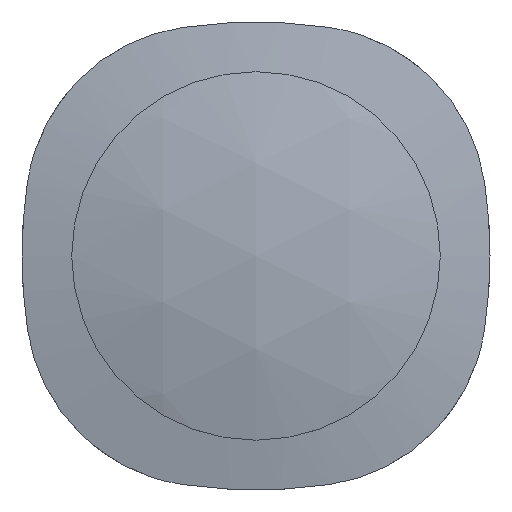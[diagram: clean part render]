
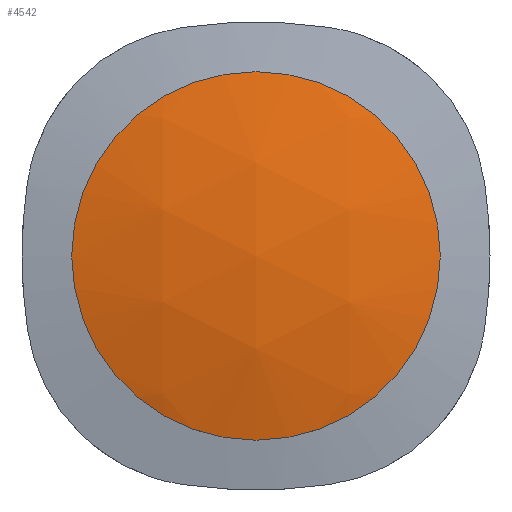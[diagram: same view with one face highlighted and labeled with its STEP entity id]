
A CAD part, top view. The second image highlights one B-rep face of the part: STEP entity #4542.
In plain terms, the highlighted spherical face has radius 40.8 mm.
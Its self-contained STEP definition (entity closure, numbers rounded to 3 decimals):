
#882=SPHERICAL_SURFACE('',#4951,40.8);
#1110=FACE_OUTER_BOUND('',#1413,.T.);
#1413=EDGE_LOOP('',(#3799));
#1679=CIRCLE('',#4952,11.025);
#2118=VERTEX_POINT('',#9256);
#2725=EDGE_CURVE('',#2118,#2118,#1679,.T.);
#3799=ORIENTED_EDGE('',*,*,#2725,.T.);
#4542=ADVANCED_FACE('',(#1110),#882,.T.);
#4951=AXIS2_PLACEMENT_3D('',#9255,#5952,#5953);
#4952=AXIS2_PLACEMENT_3D('',#9257,#5954,#5955);
#5952=DIRECTION('center_axis',(1.,0.,0.));
#5953=DIRECTION('ref_axis',(0.,-1.,0.));
#5954=DIRECTION('center_axis',(0.,0.,1.));
#5955=DIRECTION('ref_axis',(0.,-1.,0.));
#9255=CARTESIAN_POINT('Origin',(0.,0.,-33.11));
#9256=CARTESIAN_POINT('',(0.,11.025,6.173));
#9257=CARTESIAN_POINT('Origin',(0.,0.,6.173));
